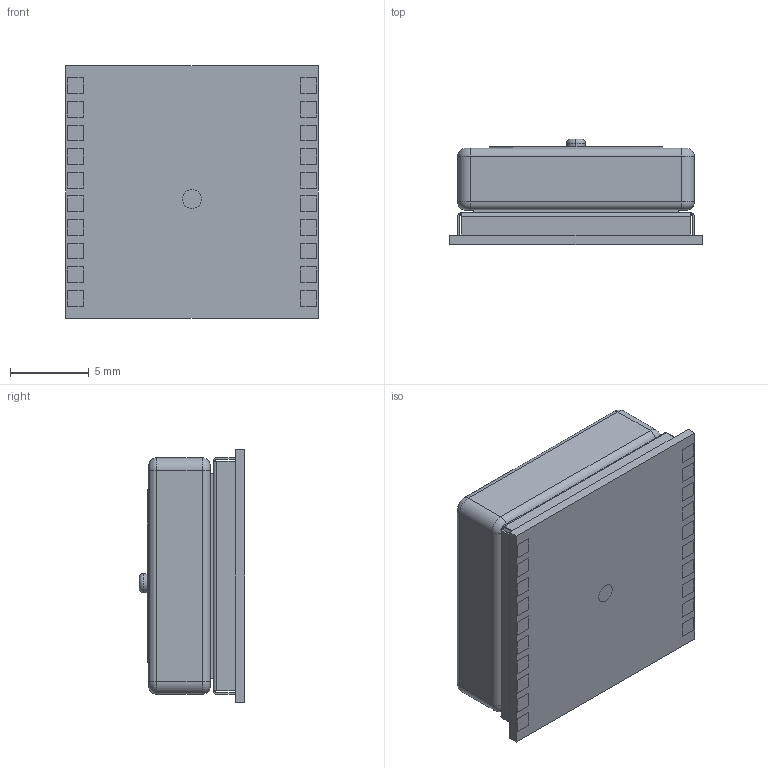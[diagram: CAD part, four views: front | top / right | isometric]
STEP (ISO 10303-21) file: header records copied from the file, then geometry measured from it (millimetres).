
FILE_DESCRIPTION (( 'STEP AP214' ), '1' );
FILE_NAME ('CD-PA1616D.STEP', '2022-12-14T21:56:00', ( '' ), ( '' ), 'SwSTEP 2.0', 'SolidWorks 2021', '' );
FILE_SCHEMA (( 'AUTOMOTIVE_DESIGN' ));
Length unit declared in the file: millimetre
Products named in the file (1): CD-PA1616D
Bounding box: 16 x 6.7 x 16 mm (x, y, z)
Volume: 1098.5 mm3; surface area: 2478.7 mm2
Topology: 28 solids, 28 shells, 328 faces, 723 edges, 476 vertices
Faces by surface type: plane 280, cylinder 38, torus 10
Entity records: 9172 total; most frequent: CARTESIAN_POINT 1528, DIRECTION 1469, ORIENTED_EDGE 1446, EDGE_CURVE 723, LINE 635, VECTOR 635, VERTEX_POINT 476, AXIS2_PLACEMENT_3D 417
